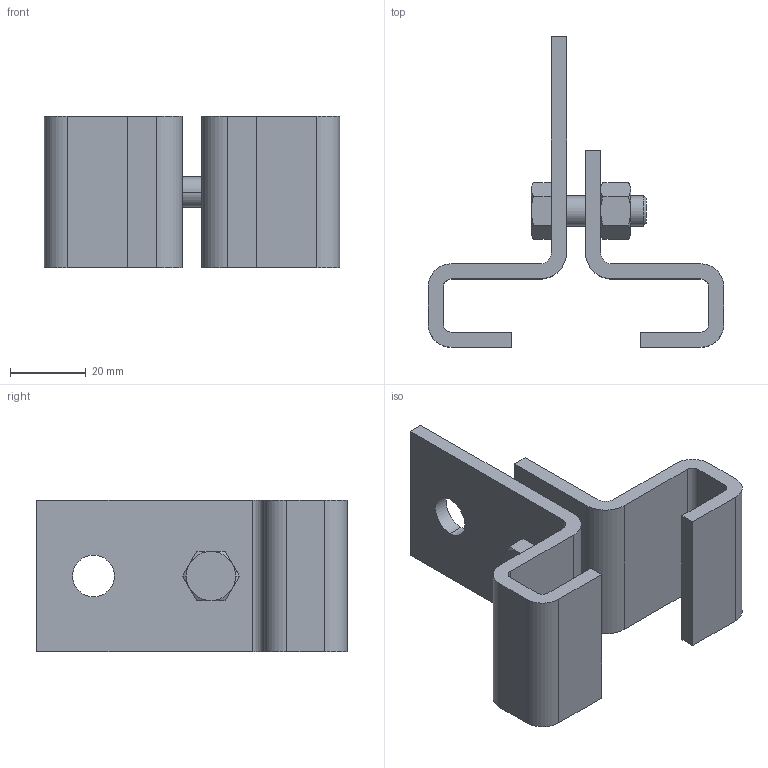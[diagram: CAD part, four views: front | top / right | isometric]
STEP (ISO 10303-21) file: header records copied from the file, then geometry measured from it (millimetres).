
FILE_DESCRIPTION(('CoCreate Modeling STEP Export'),'2;1');
FILE_NAME('5327075_org.stp','2012-06-18T 7:13:37',(''),(''),'CoCreate Modeling STEP processor for AP214 (Solid Model)','CoCreate Modeling 16.00D 29-May-2009 (C) Parametric Technology GmbH','');
FILE_SCHEMA(('AUTOMOTIVE_DESIGN { 1 0 10303 214 1 1 1 1 }'));
Length unit declared in the file: millimetre
Products named in the file (5): Lasche_kurz; Lasche_lang; Sechskantschraube_ISO_4017_M8_x_25.1; Mutter_M8_ISO_4034; Traegerklammer
Assembly tree (4 placements, depth 2):
  Traegerklammer
    Mutter_M8_ISO_4034
    Sechskantschraube_ISO_4017_M8_x_25.1
    Lasche_lang
    Lasche_kurz
Bounding box: 78 x 82 x 40 mm (x, y, z)
Volume: 37633.1 mm3; surface area: 22084.7 mm2
Topology: 4 solids, 4 shells, 91 faces, 222 edges, 140 vertices
Faces by surface type: plane 45, cylinder 24, cone 22
Entity records: 3759 total; most frequent: CARTESIAN_POINT 1610, ORIENTED_EDGE 444, DIRECTION 350, EDGE_CURVE 222, VERTEX_POINT 140, VECTOR 118, LINE 118, AXIS2_PLACEMENT_3D 116
